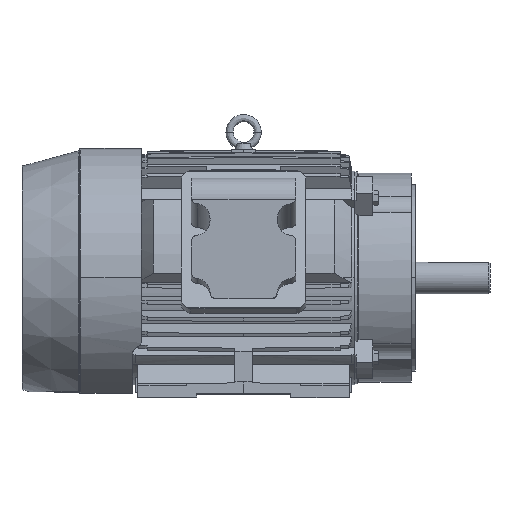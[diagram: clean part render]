
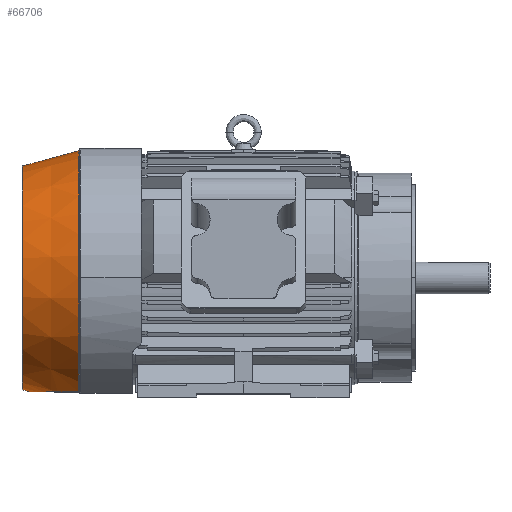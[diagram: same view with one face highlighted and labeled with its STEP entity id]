
A CAD part, top view. The second image highlights one B-rep face of the part: STEP entity #66706.
In plain terms, the highlighted conical face has half-angle 15.131 degrees and reference radius 216.1 mm.
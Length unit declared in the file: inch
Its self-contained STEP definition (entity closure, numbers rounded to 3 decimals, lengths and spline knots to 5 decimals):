
#305 = AXIS2_PLACEMENT_3D ( 'NONE', #81284, #33411, #88042 ) ;
#377 = CARTESIAN_POINT ( 'NONE',  ( -14.26014, -7.6378, 0.02727 ) ) ;
#568 = CARTESIAN_POINT ( 'NONE',  ( -11.04244, -7.6378, 3.7481 ) ) ;
#2053 = ORIENTED_EDGE ( 'NONE', *, *, #17994, .T. ) ;
#2583 = CONICAL_SURFACE ( 'NONE', #37181, 8.50789, 0.264 ) ;
#2670 = CARTESIAN_POINT ( 'NONE',  ( -11.04244, 0., 0. ) ) ;
#4620 = ORIENTED_EDGE ( 'NONE', *, *, #10653, .T. ) ;
#5235 = DIRECTION ( 'NONE',  ( 0., 0., -1. ) ) ;
#6273 = CARTESIAN_POINT ( 'NONE',  ( -12.92927, -7.6378, 2.37632 ) ) ;
#7153 = CARTESIAN_POINT ( 'NONE',  ( -14.14469, -7.6378, 0.69174 ) ) ;
#7242 = ORIENTED_EDGE ( 'NONE', *, *, #57071, .T. ) ;
#8359 = VERTEX_POINT ( 'NONE', #36336 ) ;
#10653 = EDGE_CURVE ( 'NONE', #25289, #16073, #85954, .T. ) ;
#12624 = CARTESIAN_POINT ( 'NONE',  ( -13.58723, -7.6378, 1.67762 ) ) ;
#16073 = VERTEX_POINT ( 'NONE', #69468 ) ;
#17994 = EDGE_CURVE ( 'NONE', #43108, #35976, #56051, .T. ) ;
#18326 = VECTOR ( 'NONE', #62372, 39.37008 ) ;
#19389 = CARTESIAN_POINT ( 'NONE',  ( -14.19315, -7.6378, 0.53637 ) ) ;
#19830 = CARTESIAN_POINT ( 'NONE',  ( -14.08829, -7.6378, 0.84532 ) ) ;
#20366 = VECTOR ( 'NONE', #71705, 39.37008 ) ;
#20696 = CARTESIAN_POINT ( 'NONE',  ( -11.93377, -7.6378, 3.16522 ) ) ;
#23974 = AXIS2_PLACEMENT_3D ( 'NONE', #36466, #64444, #51781 ) ;
#25289 = VERTEX_POINT ( 'NONE', #66128 ) ;
#26030 = VERTEX_POINT ( 'NONE', #568 ) ;
#26147 = CARTESIAN_POINT ( 'NONE',  ( -13.94983, -7.6378, 1.13898 ) ) ;
#27033 = CARTESIAN_POINT ( 'NONE',  ( -14.11753, -7.6378, 0.7689 ) ) ;
#27459 = CARTESIAN_POINT ( 'NONE',  ( -11.04244, -7.6378, 3.7481 ) ) ;
#27905 = CARTESIAN_POINT ( 'NONE',  ( -14.15315, -7.6378, 0.66592 ) ) ;
#33231 = VERTEX_POINT ( 'NONE', #50539 ) ;
#33411 = DIRECTION ( 'NONE',  ( 1., 0., 0. ) ) ;
#33800 = CARTESIAN_POINT ( 'NONE',  ( -14.06727, -7.6378, 0.89542 ) ) ;
#34679 = CARTESIAN_POINT ( 'NONE',  ( -14.21789, -7.6378, 0.4313 ) ) ;
#35976 = VERTEX_POINT ( 'NONE', #61684 ) ;
#36336 = CARTESIAN_POINT ( 'NONE',  ( -11.04244, 0., 8.50789 ) ) ;
#36466 = CARTESIAN_POINT ( 'NONE',  ( -14.78433, 0., 0. ) ) ;
#36975 = FACE_OUTER_BOUND ( 'NONE', #50571, .T. ) ;
#37181 = AXIS2_PLACEMENT_3D ( 'NONE', #2670, #50938, #85725 ) ;
#38296 = CARTESIAN_POINT ( 'NONE',  ( -11.04244, 0., 0. ) ) ;
#39242 = CIRCLE ( 'NONE', #305, 7.49605 ) ;
#40121 = CARTESIAN_POINT ( 'NONE',  ( -14.24939, -7.6378, 0.2176 ) ) ;
#40549 = CARTESIAN_POINT ( 'NONE',  ( -13.6862, -7.6378, 1.54813 ) ) ;
#40995 = CARTESIAN_POINT ( 'NONE',  ( -13.15835, -7.6378, 2.1552 ) ) ;
#41537 = EDGE_CURVE ( 'NONE', #26030, #8359, #45320, .T. ) ;
#43108 = VERTEX_POINT ( 'NONE', #67914 ) ;
#43703 = LINE ( 'NONE', #45496, #20366 ) ;
#45320 = CIRCLE ( 'NONE', #67047, 8.50789 ) ;
#45496 = CARTESIAN_POINT ( 'NONE',  ( -11.04244, 8.50789, 0. ) ) ;
#46826 = DIRECTION ( 'NONE',  ( -1., 0., 0. ) ) ;
#46897 = CARTESIAN_POINT ( 'NONE',  ( -13.65361, -7.6378, 1.59186 ) ) ;
#47752 = CARTESIAN_POINT ( 'NONE',  ( -14.2596, -7.6378, 0.05468 ) ) ;
#48200 = CARTESIAN_POINT ( 'NONE',  ( -14.12689, -7.6378, 0.74321 ) ) ;
#49607 = ORIENTED_EDGE ( 'NONE', *, *, #41537, .T. ) ;
#50539 = CARTESIAN_POINT ( 'NONE',  ( -11.04244, 8.50789, 0. ) ) ;
#50571 = EDGE_LOOP ( 'NONE', ( #4620, #74652, #2053, #67854, #49607, #7242, #65317 ) ) ;
#50938 = DIRECTION ( 'NONE',  ( 1., 0., 0. ) ) ;
#51554 = EDGE_CURVE ( 'NONE', #25289, #33231, #43703, .T. ) ;
#51781 = DIRECTION ( 'NONE',  ( 0., 0., -1. ) ) ;
#53662 = CARTESIAN_POINT ( 'NONE',  ( -14.24301, -7.6378, 0.27132 ) ) ;
#54264 = EDGE_CURVE ( 'NONE', #16073, #43108, #39242, .T. ) ;
#54974 = CARTESIAN_POINT ( 'NONE',  ( -13.23317, -7.6378, 2.07963 ) ) ;
#55420 = CARTESIAN_POINT ( 'NONE',  ( -12.44385, -7.6378, 2.78565 ) ) ;
#56051 = LINE ( 'NONE', #63273, #18326 ) ;
#57071 = EDGE_CURVE ( 'NONE', #8359, #33231, #67003, .T. ) ;
#60428 = CARTESIAN_POINT ( 'NONE',  ( -13.45018, -7.6378, 1.84394 ) ) ;
#60869 = CARTESIAN_POINT ( 'NONE',  ( -12.77042, -7.6378, 2.51633 ) ) ;
#61313 = CARTESIAN_POINT ( 'NONE',  ( -13.37908, -7.6378, 1.924 ) ) ;
#61684 = CARTESIAN_POINT ( 'NONE',  ( -14.26014, -7.6378, 0. ) ) ;
#61752 = CARTESIAN_POINT ( 'NONE',  ( -14.25581, -7.6378, 0.1364 ) ) ;
#62196 = CARTESIAN_POINT ( 'NONE',  ( -13.78091, -7.6378, 1.41557 ) ) ;
#62372 = DIRECTION ( 'NONE',  ( 0.965, -0.261, 0. ) ) ;
#63273 = CARTESIAN_POINT ( 'NONE',  ( -11.04244, -8.50789, 0. ) ) ;
#64444 = DIRECTION ( 'NONE',  ( 1., 0., 0. ) ) ;
#65317 = ORIENTED_EDGE ( 'NONE', *, *, #51554, .F. ) ;
#66128 = CARTESIAN_POINT ( 'NONE',  ( -14.78433, 7.49605, 0. ) ) ;
#66706 = ADVANCED_FACE ( 'NONE', ( #36975 ), #2583, .T. ) ;
#67003 = CIRCLE ( 'NONE', #81454, 8.50789 ) ;
#67047 = AXIS2_PLACEMENT_3D ( 'NONE', #38296, #46826, #80282 ) ;
#67225 = CARTESIAN_POINT ( 'NONE',  ( -14.0001, -7.6378, 1.0434 ) ) ;
#67854 = ORIENTED_EDGE ( 'NONE', *, *, #87384, .F. ) ;
#67914 = CARTESIAN_POINT ( 'NONE',  ( -14.78433, -7.49605, 0. ) ) ;
#68095 = CARTESIAN_POINT ( 'NONE',  ( -11.40463, -7.6378, 3.52177 ) ) ;
#68540 = CARTESIAN_POINT ( 'NONE',  ( -14.26014, -7.6378, 0. ) ) ;
#68975 = CARTESIAN_POINT ( 'NONE',  ( -11.22463, -7.6378, 3.63627 ) ) ;
#69468 = CARTESIAN_POINT ( 'NONE',  ( -14.78433, 0., 7.49605 ) ) ;
#71705 = DIRECTION ( 'NONE',  ( 0.965, 0.261, 0. ) ) ;
#74447 = CARTESIAN_POINT ( 'NONE',  ( -13.5534, -7.6378, 1.71972 ) ) ;
#74652 = ORIENTED_EDGE ( 'NONE', *, *, #54264, .T. ) ;
#79716 = B_SPLINE_CURVE_WITH_KNOTS ( 'NONE', 3,
 ( #27459, #68975, #68095, #81671, #20696, #88870, #55420, #60869, #6273, #40995, #54974, #61313, #60428, #74447, #12624, #46897, #40549, #62196, #87984, #26147, #67225, #33800, #19830, #27033, #48200, #7153, #27905, #19389, #34679, #53662, #40121, #61752, #82103, #47752, #377, #68540 ),
 .UNSPECIFIED., .F., .F.,
 ( 4, 2, 2, 2, 2, 2, 2, 2, 2, 2, 2, 2, 2, 2, 2, 2, 2, 4 ),
 ( 0., 0.01613, 0.03226, 0.04838, 0.06451, 0.07257, 0.08064, 0.08467, 0.0887, 0.09677, 0.10483, 0.10886, 0.11088, 0.11289, 0.12096, 0.12499, 0.127, 0.12902 ),
 .UNSPECIFIED. ) ;
#80282 = DIRECTION ( 'NONE',  ( 0., 0., -1. ) ) ;
#81284 = CARTESIAN_POINT ( 'NONE',  ( -14.78433, 0., 0. ) ) ;
#81454 = AXIS2_PLACEMENT_3D ( 'NONE', #88258, #87392, #5235 ) ;
#81671 = CARTESIAN_POINT ( 'NONE',  ( -11.7592, -7.6378, 3.28625 ) ) ;
#82103 = CARTESIAN_POINT ( 'NONE',  ( -14.25743, -7.6378, 0.10923 ) ) ;
#85725 = DIRECTION ( 'NONE',  ( 0., 1., 0. ) ) ;
#85954 = CIRCLE ( 'NONE', #23974, 7.49605 ) ;
#87384 = EDGE_CURVE ( 'NONE', #26030, #35976, #79716, .T. ) ;
#87392 = DIRECTION ( 'NONE',  ( -1., 0., 0. ) ) ;
#87984 = CARTESIAN_POINT ( 'NONE',  ( -13.84024, -7.6378, 1.32507 ) ) ;
#88042 = DIRECTION ( 'NONE',  ( 0., 0., -1. ) ) ;
#88258 = CARTESIAN_POINT ( 'NONE',  ( -11.04244, 0., 0. ) ) ;
#88870 = CARTESIAN_POINT ( 'NONE',  ( -12.2761, -7.6378, 2.91492 ) ) ;
